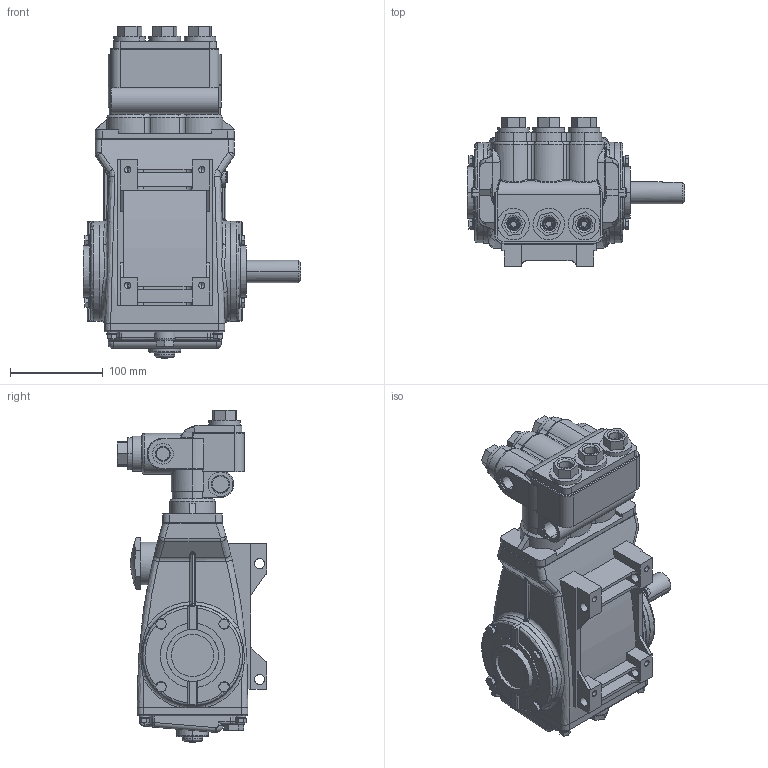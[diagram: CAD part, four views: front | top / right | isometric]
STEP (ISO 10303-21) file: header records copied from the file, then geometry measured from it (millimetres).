
FILE_DESCRIPTION (( 'STEP AP214' ), '1' );
FILE_NAME ('56.STEP', '2009-05-01T18:13:39', ( 'Steve Larson' ), ( 'Diversified Dynamics' ), 'SwSTEP 2.0', 'SolidWorks 2009', '' );
FILE_SCHEMA (( 'AUTOMOTIVE_DESIGN' ));
Length unit declared in the file: inch
Products named in the file (4): 7frame_drive_end_LS; 45939; 45937; 56
Assembly tree (8 placements, depth 2):
  56
    45939  x6
    45937
    7frame_drive_end_LS
Bounding box: 234.95 x 161.2 x 358.51 mm (x, y, z)
Volume: 4522438.4 mm3; surface area: 308425 mm2
Topology: 8 solids, 8 shells, 1267 faces, 2956 edges, 1758 vertices
Faces by surface type: plane 528, cylinder 383, cone 125, torus 117, bspline 93, sphere 21
Entity records: 41075 total; most frequent: CARTESIAN_POINT 11257, DIRECTION 4997, ORIENTED_EDGE 4798, EDGE_CURVE 2399, AXIS2_PLACEMENT_3D 1939, VERTEX_POINT 1451, LINE 1119, VECTOR 1119
